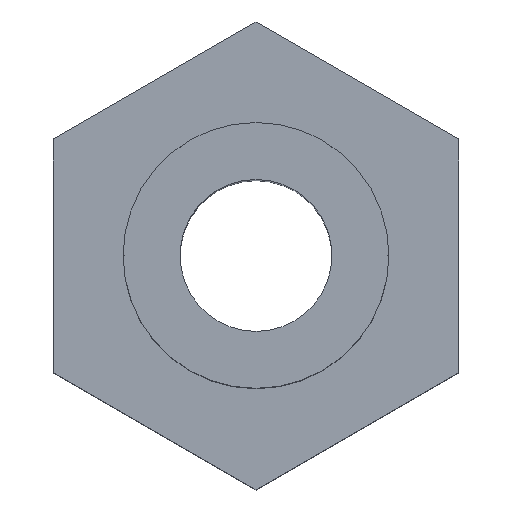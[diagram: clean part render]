
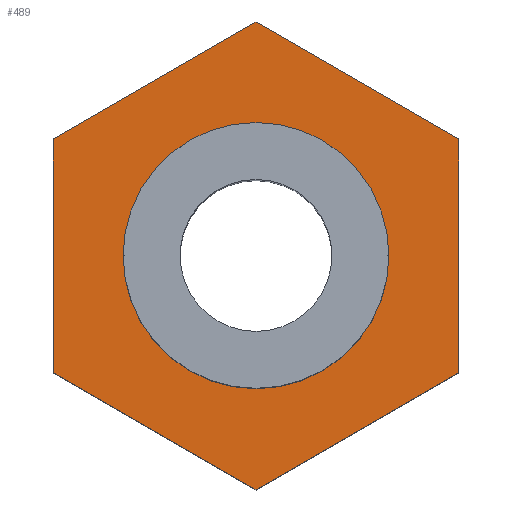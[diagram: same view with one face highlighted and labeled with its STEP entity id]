
A CAD part, top view. The second image highlights one B-rep face of the part: STEP entity #489.
In plain terms, the highlighted planar face has unit normal (0, 0, 1).
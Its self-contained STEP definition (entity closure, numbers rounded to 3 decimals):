
#17 = VERTEX_POINT ( 'NONE', #304 ) ;
#39 = VERTEX_POINT ( 'NONE', #925 ) ;
#40 = CARTESIAN_POINT ( 'NONE',  ( 0., 0., -18. ) ) ;
#59 = LINE ( 'NONE', #965, #252 ) ;
#74 = CARTESIAN_POINT ( 'NONE',  ( -12.547, -11.231, -18. ) ) ;
#79 = VECTOR ( 'NONE', #861, 1000. ) ;
#112 = CIRCLE ( 'NONE', #236, 10.5 ) ;
#133 = LINE ( 'NONE', #362, #173 ) ;
#136 = ORIENTED_EDGE ( 'NONE', *, *, #414, .F. ) ;
#164 = VERTEX_POINT ( 'NONE', #311 ) ;
#173 = VECTOR ( 'NONE', #748, 1000. ) ;
#196 = CARTESIAN_POINT ( 'NONE',  ( 0., 10.5, -18. ) ) ;
#199 = EDGE_LOOP ( 'NONE', ( #500, #967, #136, #950, #671, #238 ) ) ;
#202 = DIRECTION ( 'NONE',  ( -1., 0., 0. ) ) ;
#236 = AXIS2_PLACEMENT_3D ( 'NONE', #568, #709, #628 ) ;
#238 = ORIENTED_EDGE ( 'NONE', *, *, #971, .F. ) ;
#252 = VECTOR ( 'NONE', #352, 1000. ) ;
#292 = PLANE ( 'NONE',  #525 ) ;
#304 = CARTESIAN_POINT ( 'NONE',  ( -16., -9.238, -18. ) ) ;
#311 = CARTESIAN_POINT ( 'NONE',  ( -16., 9.238, -18. ) ) ;
#325 = CARTESIAN_POINT ( 'NONE',  ( -16., 10.5, -18. ) ) ;
#338 = DIRECTION ( 'NONE',  ( 1., 0., 0. ) ) ;
#352 = DIRECTION ( 'NONE',  ( -0.866, -0.5, 0. ) ) ;
#360 = LINE ( 'NONE', #522, #946 ) ;
#362 = CARTESIAN_POINT ( 'NONE',  ( -3.453, 16.481, -18. ) ) ;
#369 = DIRECTION ( 'NONE',  ( 0., -1., 0. ) ) ;
#376 = LINE ( 'NONE', #325, #79 ) ;
#414 = EDGE_CURVE ( 'NONE', #39, #869, #426, .T. ) ;
#426 = LINE ( 'NONE', #599, #605 ) ;
#442 = CARTESIAN_POINT ( 'NONE',  ( 0., -18.475, -18. ) ) ;
#467 = EDGE_CURVE ( 'NONE', #869, #887, #59, .T. ) ;
#473 = EDGE_CURVE ( 'NONE', #164, #550, #133, .T. ) ;
#480 = VERTEX_POINT ( 'NONE', #603 ) ;
#489 = ADVANCED_FACE ( 'NONE', ( #756, #981 ), #292, .F. ) ;
#500 = ORIENTED_EDGE ( 'NONE', *, *, #511, .F. ) ;
#502 = DIRECTION ( 'NONE',  ( 0., 0., -1. ) ) ;
#511 = EDGE_CURVE ( 'NONE', #887, #17, #776, .T. ) ;
#522 = CARTESIAN_POINT ( 'NONE',  ( 3.453, 16.481, -18. ) ) ;
#525 = AXIS2_PLACEMENT_3D ( 'NONE', #196, #502, #202 ) ;
#550 = VERTEX_POINT ( 'NONE', #929 ) ;
#557 = ORIENTED_EDGE ( 'NONE', *, *, #689, .F. ) ;
#568 = CARTESIAN_POINT ( 'NONE',  ( 0., 0., -18. ) ) ;
#599 = CARTESIAN_POINT ( 'NONE',  ( 16., 10.5, -18. ) ) ;
#603 = CARTESIAN_POINT ( 'NONE',  ( 10.5, 0., -18. ) ) ;
#605 = VECTOR ( 'NONE', #369, 1000. ) ;
#606 = EDGE_LOOP ( 'NONE', ( #557, #905 ) ) ;
#628 = DIRECTION ( 'NONE',  ( 1., 0., 0. ) ) ;
#633 = CIRCLE ( 'NONE', #711, 10.5 ) ;
#635 = DIRECTION ( 'NONE',  ( 0., 0., 1. ) ) ;
#665 = EDGE_CURVE ( 'NONE', #724, #480, #633, .T. ) ;
#671 = ORIENTED_EDGE ( 'NONE', *, *, #473, .F. ) ;
#689 = EDGE_CURVE ( 'NONE', #480, #724, #112, .T. ) ;
#709 = DIRECTION ( 'NONE',  ( 0., 0., 1. ) ) ;
#711 = AXIS2_PLACEMENT_3D ( 'NONE', #40, #635, #338 ) ;
#720 = CARTESIAN_POINT ( 'NONE',  ( -10.5, 0., -18. ) ) ;
#724 = VERTEX_POINT ( 'NONE', #720 ) ;
#748 = DIRECTION ( 'NONE',  ( 0.866, 0.5, 0. ) ) ;
#756 = FACE_BOUND ( 'NONE', #606, .T. ) ;
#776 = LINE ( 'NONE', #74, #886 ) ;
#838 = EDGE_CURVE ( 'NONE', #550, #39, #360, .T. ) ;
#843 = DIRECTION ( 'NONE',  ( -0.866, 0.5, 0. ) ) ;
#861 = DIRECTION ( 'NONE',  ( 0., 1., 0. ) ) ;
#869 = VERTEX_POINT ( 'NONE', #973 ) ;
#886 = VECTOR ( 'NONE', #843, 1000. ) ;
#887 = VERTEX_POINT ( 'NONE', #442 ) ;
#905 = ORIENTED_EDGE ( 'NONE', *, *, #665, .F. ) ;
#925 = CARTESIAN_POINT ( 'NONE',  ( 16., 9.238, -18. ) ) ;
#929 = CARTESIAN_POINT ( 'NONE',  ( 0., 18.475, -18. ) ) ;
#946 = VECTOR ( 'NONE', #963, 1000. ) ;
#950 = ORIENTED_EDGE ( 'NONE', *, *, #838, .F. ) ;
#963 = DIRECTION ( 'NONE',  ( 0.866, -0.5, 0. ) ) ;
#965 = CARTESIAN_POINT ( 'NONE',  ( 12.547, -11.231, -18. ) ) ;
#967 = ORIENTED_EDGE ( 'NONE', *, *, #467, .F. ) ;
#971 = EDGE_CURVE ( 'NONE', #17, #164, #376, .T. ) ;
#973 = CARTESIAN_POINT ( 'NONE',  ( 16., -9.238, -18. ) ) ;
#981 = FACE_OUTER_BOUND ( 'NONE', #199, .T. ) ;
